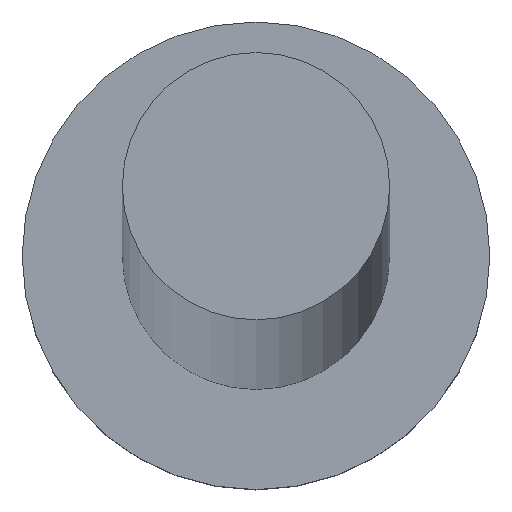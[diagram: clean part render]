
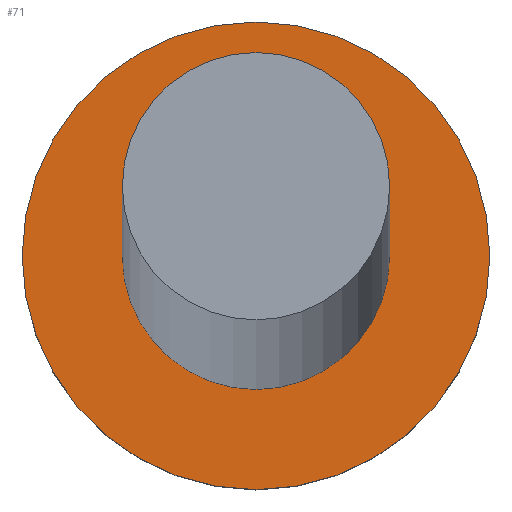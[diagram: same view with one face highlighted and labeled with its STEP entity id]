
A CAD part, top view. The second image highlights one B-rep face of the part: STEP entity #71.
In plain terms, the highlighted planar face has unit normal (0, 0, 1).
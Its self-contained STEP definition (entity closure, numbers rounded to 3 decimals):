
#1 = VERTEX_POINT ( 'NONE', #146 ) ;
#9 = CARTESIAN_POINT ( 'NONE',  ( 0., 0., 5. ) ) ;
#29 = DIRECTION ( 'NONE',  ( 0., 0., 1. ) ) ;
#33 = CARTESIAN_POINT ( 'NONE',  ( 0., 0., 5. ) ) ;
#36 = DIRECTION ( 'NONE',  ( 0., 0., 1. ) ) ;
#46 = CARTESIAN_POINT ( 'NONE',  ( -4., 0., 5. ) ) ;
#50 = CARTESIAN_POINT ( 'NONE',  ( 7., 0., 5. ) ) ;
#51 = DIRECTION ( 'NONE',  ( 1., 0., 0. ) ) ;
#53 = VERTEX_POINT ( 'NONE', #46 ) ;
#65 = AXIS2_PLACEMENT_3D ( 'NONE', #197, #29, #149 ) ;
#71 = ADVANCED_FACE ( 'NONE', ( #103, #182 ), #102, .T. ) ;
#73 = CIRCLE ( 'NONE', #135, 4. ) ;
#87 = CARTESIAN_POINT ( 'NONE',  ( 4., 0., 5. ) ) ;
#89 = CIRCLE ( 'NONE', #225, 7. ) ;
#90 = VERTEX_POINT ( 'NONE', #87 ) ;
#102 = PLANE ( 'NONE',  #236 ) ;
#103 = FACE_BOUND ( 'NONE', #253, .T. ) ;
#122 = DIRECTION ( 'NONE',  ( 1., 0., 0. ) ) ;
#135 = AXIS2_PLACEMENT_3D ( 'NONE', #33, #36, #185 ) ;
#136 = EDGE_LOOP ( 'NONE', ( #163, #186 ) ) ;
#141 = DIRECTION ( 'NONE',  ( 0., 0., 1. ) ) ;
#142 = EDGE_CURVE ( 'NONE', #1, #231, #212, .T. ) ;
#144 = CARTESIAN_POINT ( 'NONE',  ( 0., 0., 5. ) ) ;
#146 = CARTESIAN_POINT ( 'NONE',  ( -7., 0., 5. ) ) ;
#149 = DIRECTION ( 'NONE',  ( 1., 0., 0. ) ) ;
#163 = ORIENTED_EDGE ( 'NONE', *, *, #142, .T. ) ;
#169 = EDGE_CURVE ( 'NONE', #53, #90, #204, .T. ) ;
#170 = ORIENTED_EDGE ( 'NONE', *, *, #214, .F. ) ;
#178 = AXIS2_PLACEMENT_3D ( 'NONE', #9, #141, #122 ) ;
#180 = DIRECTION ( 'NONE',  ( 0., 0., 1. ) ) ;
#182 = FACE_OUTER_BOUND ( 'NONE', #136, .T. ) ;
#183 = DIRECTION ( 'NONE',  ( 1., 0., 0. ) ) ;
#184 = EDGE_CURVE ( 'NONE', #231, #1, #89, .T. ) ;
#185 = DIRECTION ( 'NONE',  ( 1., 0., 0. ) ) ;
#186 = ORIENTED_EDGE ( 'NONE', *, *, #184, .T. ) ;
#197 = CARTESIAN_POINT ( 'NONE',  ( 0., 0., 5. ) ) ;
#204 = CIRCLE ( 'NONE', #65, 4. ) ;
#212 = CIRCLE ( 'NONE', #178, 7. ) ;
#214 = EDGE_CURVE ( 'NONE', #90, #53, #73, .T. ) ;
#221 = CARTESIAN_POINT ( 'NONE',  ( 0., 0., 5. ) ) ;
#225 = AXIS2_PLACEMENT_3D ( 'NONE', #221, #245, #51 ) ;
#231 = VERTEX_POINT ( 'NONE', #50 ) ;
#235 = ORIENTED_EDGE ( 'NONE', *, *, #169, .F. ) ;
#236 = AXIS2_PLACEMENT_3D ( 'NONE', #144, #180, #183 ) ;
#245 = DIRECTION ( 'NONE',  ( 0., 0., 1. ) ) ;
#253 = EDGE_LOOP ( 'NONE', ( #235, #170 ) ) ;
